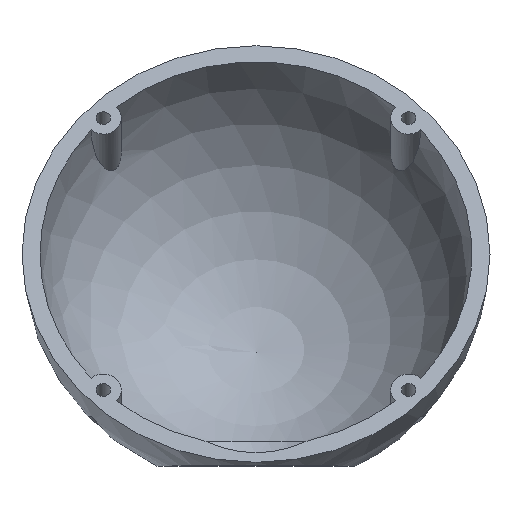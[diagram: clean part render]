
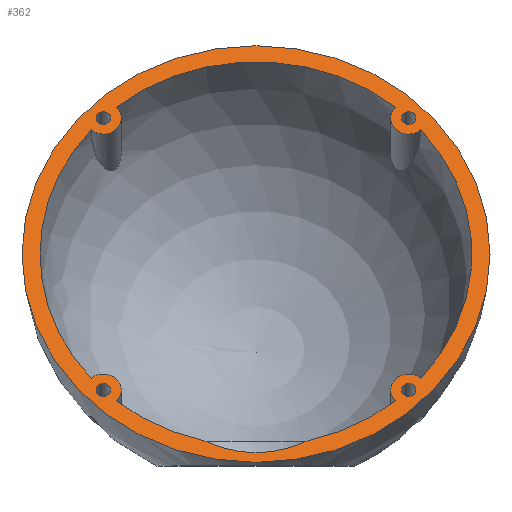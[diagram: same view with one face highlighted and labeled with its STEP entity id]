
A CAD part, top view. The second image highlights one B-rep face of the part: STEP entity #362.
In plain terms, the highlighted planar face has unit normal (0, 0.454, 0.891).
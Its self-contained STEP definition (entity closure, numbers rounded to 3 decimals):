
#42=FACE_BOUND('',#84,.T.);
#43=FACE_BOUND('',#85,.T.);
#44=FACE_BOUND('',#86,.T.);
#45=FACE_BOUND('',#87,.T.);
#46=FACE_BOUND('',#88,.T.);
#56=PLANE('',#400);
#62=FACE_OUTER_BOUND('',#83,.T.);
#83=EDGE_LOOP('',(#262));
#84=EDGE_LOOP('',(#263));
#85=EDGE_LOOP('',(#264));
#86=EDGE_LOOP('',(#265));
#87=EDGE_LOOP('',(#266));
#88=EDGE_LOOP('',(#267,#268,#269,#270,#271,#272,#273,#274,#275,#276,#277));
#140=CIRCLE('',#401,65.);
#141=CIRCLE('',#402,2.);
#142=CIRCLE('',#403,2.);
#143=CIRCLE('',#404,2.);
#144=CIRCLE('',#405,2.);
#145=CIRCLE('',#406,60.);
#146=CIRCLE('',#407,5.);
#147=CIRCLE('',#408,60.);
#148=CIRCLE('',#409,60.);
#149=CIRCLE('',#410,5.);
#150=CIRCLE('',#411,60.);
#151=CIRCLE('',#412,5.);
#152=CIRCLE('',#413,60.);
#153=CIRCLE('',#414,5.);
#154=CIRCLE('',#415,60.);
#166=(
BOUNDED_CURVE()
B_SPLINE_CURVE(2,(#562,#563,#564),.UNSPECIFIED.,.F.,.F.)
B_SPLINE_CURVE_WITH_KNOTS((3,3),(12.702,18.486),
 .UNSPECIFIED.)
CURVE()
GEOMETRIC_REPRESENTATION_ITEM()
RATIONAL_B_SPLINE_CURVE((1.161,1.172,1.161))
REPRESENTATION_ITEM('')
);
#167=VERTEX_POINT('',#560);
#168=VERTEX_POINT('',#561);
#171=VERTEX_POINT('',#572);
#172=VERTEX_POINT('',#574);
#173=VERTEX_POINT('',#576);
#174=VERTEX_POINT('',#578);
#175=VERTEX_POINT('',#580);
#176=VERTEX_POINT('',#582);
#177=VERTEX_POINT('',#584);
#178=VERTEX_POINT('',#586);
#179=VERTEX_POINT('',#588);
#180=VERTEX_POINT('',#590);
#181=VERTEX_POINT('',#592);
#182=VERTEX_POINT('',#594);
#183=VERTEX_POINT('',#596);
#184=VERTEX_POINT('',#598);
#204=EDGE_CURVE('',#167,#168,#166,.T.);
#209=EDGE_CURVE('',#171,#171,#140,.T.);
#210=EDGE_CURVE('',#172,#172,#141,.T.);
#211=EDGE_CURVE('',#173,#173,#142,.T.);
#212=EDGE_CURVE('',#174,#174,#143,.T.);
#213=EDGE_CURVE('',#175,#175,#144,.T.);
#214=EDGE_CURVE('',#167,#176,#145,.T.);
#215=EDGE_CURVE('',#176,#177,#146,.T.);
#216=EDGE_CURVE('',#177,#178,#147,.T.);
#217=EDGE_CURVE('',#178,#179,#148,.T.);
#218=EDGE_CURVE('',#179,#180,#149,.T.);
#219=EDGE_CURVE('',#180,#181,#150,.T.);
#220=EDGE_CURVE('',#181,#182,#151,.T.);
#221=EDGE_CURVE('',#182,#183,#152,.T.);
#222=EDGE_CURVE('',#183,#184,#153,.T.);
#223=EDGE_CURVE('',#184,#168,#154,.T.);
#262=ORIENTED_EDGE('',*,*,#209,.F.);
#263=ORIENTED_EDGE('',*,*,#210,.T.);
#264=ORIENTED_EDGE('',*,*,#211,.T.);
#265=ORIENTED_EDGE('',*,*,#212,.T.);
#266=ORIENTED_EDGE('',*,*,#213,.T.);
#267=ORIENTED_EDGE('',*,*,#204,.F.);
#268=ORIENTED_EDGE('',*,*,#214,.T.);
#269=ORIENTED_EDGE('',*,*,#215,.T.);
#270=ORIENTED_EDGE('',*,*,#216,.T.);
#271=ORIENTED_EDGE('',*,*,#217,.T.);
#272=ORIENTED_EDGE('',*,*,#218,.T.);
#273=ORIENTED_EDGE('',*,*,#219,.T.);
#274=ORIENTED_EDGE('',*,*,#220,.T.);
#275=ORIENTED_EDGE('',*,*,#221,.T.);
#276=ORIENTED_EDGE('',*,*,#222,.T.);
#277=ORIENTED_EDGE('',*,*,#223,.T.);
#362=ADVANCED_FACE('',(#62,#42,#43,#44,#45,#46),#56,.T.);
#400=AXIS2_PLACEMENT_3D('',#571,#457,#458);
#401=AXIS2_PLACEMENT_3D('',#573,#459,#460);
#402=AXIS2_PLACEMENT_3D('',#575,#461,#462);
#403=AXIS2_PLACEMENT_3D('',#577,#463,#464);
#404=AXIS2_PLACEMENT_3D('',#579,#465,#466);
#405=AXIS2_PLACEMENT_3D('',#581,#467,#468);
#406=AXIS2_PLACEMENT_3D('',#583,#469,#470);
#407=AXIS2_PLACEMENT_3D('',#585,#471,#472);
#408=AXIS2_PLACEMENT_3D('',#587,#473,#474);
#409=AXIS2_PLACEMENT_3D('',#589,#475,#476);
#410=AXIS2_PLACEMENT_3D('',#591,#477,#478);
#411=AXIS2_PLACEMENT_3D('',#593,#479,#480);
#412=AXIS2_PLACEMENT_3D('',#595,#481,#482);
#413=AXIS2_PLACEMENT_3D('',#597,#483,#484);
#414=AXIS2_PLACEMENT_3D('',#599,#485,#486);
#415=AXIS2_PLACEMENT_3D('',#600,#487,#488);
#457=DIRECTION('center_axis',(0.,0.454,0.891));
#458=DIRECTION('ref_axis',(1.,0.,0.));
#459=DIRECTION('center_axis',(0.,-0.454,-0.891));
#460=DIRECTION('ref_axis',(1.,0.,0.));
#461=DIRECTION('center_axis',(0.,-0.454,-0.891));
#462=DIRECTION('ref_axis',(1.,0.,0.));
#463=DIRECTION('center_axis',(0.,-0.454,-0.891));
#464=DIRECTION('ref_axis',(1.,0.,0.));
#465=DIRECTION('center_axis',(0.,-0.454,-0.891));
#466=DIRECTION('ref_axis',(1.,0.,0.));
#467=DIRECTION('center_axis',(0.,-0.454,-0.891));
#468=DIRECTION('ref_axis',(1.,0.,0.));
#469=DIRECTION('center_axis',(0.,-0.454,-0.891));
#470=DIRECTION('ref_axis',(1.,0.,0.));
#471=DIRECTION('center_axis',(0.,0.454,0.891));
#472=DIRECTION('ref_axis',(1.,0.,0.));
#473=DIRECTION('center_axis',(0.,-0.454,-0.891));
#474=DIRECTION('ref_axis',(1.,0.,0.));
#475=DIRECTION('center_axis',(0.,-0.454,-0.891));
#476=DIRECTION('ref_axis',(1.,0.,0.));
#477=DIRECTION('center_axis',(0.,0.454,0.891));
#478=DIRECTION('ref_axis',(1.,0.,0.));
#479=DIRECTION('center_axis',(0.,-0.454,-0.891));
#480=DIRECTION('ref_axis',(1.,0.,0.));
#481=DIRECTION('center_axis',(0.,0.454,0.891));
#482=DIRECTION('ref_axis',(1.,0.,0.));
#483=DIRECTION('center_axis',(0.,-0.454,-0.891));
#484=DIRECTION('ref_axis',(1.,0.,0.));
#485=DIRECTION('center_axis',(0.,0.454,0.891));
#486=DIRECTION('ref_axis',(1.,0.,0.));
#487=DIRECTION('center_axis',(0.,-0.454,-0.891));
#488=DIRECTION('ref_axis',(1.,0.,0.));
#560=CARTESIAN_POINT('',(-14.456,28.114,-43.563));
#561=CARTESIAN_POINT('',(14.456,28.114,-43.563));
#562=CARTESIAN_POINT('Ctrl Pts',(-14.456,28.114,-43.563));
#563=CARTESIAN_POINT('Ctrl Pts',(0.,21.443,-40.164));
#564=CARTESIAN_POINT('Ctrl Pts',(14.456,28.114,-43.563));
#571=CARTESIAN_POINT('Origin',(0.,80.,-70.));
#572=CARTESIAN_POINT('',(-65.,80.,-70.));
#573=CARTESIAN_POINT('Origin',(0.,80.,-70.));
#574=CARTESIAN_POINT('',(-44.426,117.802,-89.261));
#575=CARTESIAN_POINT('Origin',(-42.426,117.802,-89.261));
#576=CARTESIAN_POINT('',(-44.426,42.198,-50.739));
#577=CARTESIAN_POINT('Origin',(-42.426,42.198,-50.739));
#578=CARTESIAN_POINT('',(40.426,117.802,-89.261));
#579=CARTESIAN_POINT('Origin',(42.426,117.802,-89.261));
#580=CARTESIAN_POINT('',(40.426,42.198,-50.739));
#581=CARTESIAN_POINT('Origin',(42.426,42.198,-50.739));
#582=CARTESIAN_POINT('',(-38.747,39.182,-49.202));
#583=CARTESIAN_POINT('Origin',(0.,80.,-70.));
#584=CARTESIAN_POINT('',(-45.812,45.477,-52.409));
#585=CARTESIAN_POINT('Origin',(-42.426,42.198,-50.739));
#586=CARTESIAN_POINT('',(-60.,80.,-70.));
#587=CARTESIAN_POINT('Origin',(0.,80.,-70.));
#588=CARTESIAN_POINT('',(-45.812,114.523,-87.591));
#589=CARTESIAN_POINT('Origin',(0.,80.,-70.));
#590=CARTESIAN_POINT('',(-38.747,120.818,-90.798));
#591=CARTESIAN_POINT('Origin',(-42.426,117.802,-89.261));
#592=CARTESIAN_POINT('',(38.747,120.818,-90.798));
#593=CARTESIAN_POINT('Origin',(0.,80.,-70.));
#594=CARTESIAN_POINT('',(45.812,114.523,-87.591));
#595=CARTESIAN_POINT('Origin',(42.426,117.802,-89.261));
#596=CARTESIAN_POINT('',(45.812,45.477,-52.409));
#597=CARTESIAN_POINT('Origin',(0.,80.,-70.));
#598=CARTESIAN_POINT('',(38.747,39.182,-49.202));
#599=CARTESIAN_POINT('Origin',(42.426,42.198,-50.739));
#600=CARTESIAN_POINT('Origin',(0.,80.,-70.));
